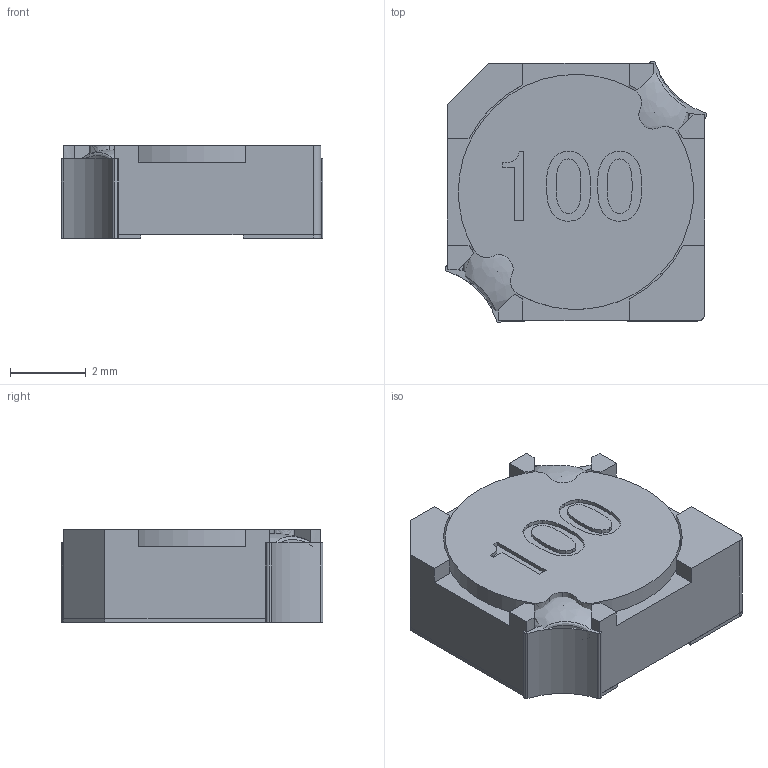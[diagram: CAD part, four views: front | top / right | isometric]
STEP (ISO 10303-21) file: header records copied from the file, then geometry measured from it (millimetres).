
FILE_DESCRIPTION( ('This file contains a STEP AP42 implementation' ,'as created by ZW3D STEP Interface translator.') ,'2;1' );
FILE_NAME( 'DH6022-F(100).stp' ,'14 925. 93921', (''), ('ZWCAD Software Co.'), 'Version 1.0', 'ZW3D to STEP translator', '' );
FILE_SCHEMA( ('CONFIG_CONTROL_DESIGN') );
Length unit declared in the file: millimetre
Products named in the file (1): 0
Bounding box: 6.9 x 6.9 x 2.45 mm (x, y, z)
Volume: 67.5 mm3; surface area: 314.6 mm2
Topology: 16 solids, 16 shells, 190 faces, 462 edges, 308 vertices
Faces by surface type: bspline 190
Entity records: 9913 total; most frequent: CARTESIAN_POINT 7143, ORIENTED_EDGE 916, EDGE_CURVE 458, B_SPLINE_CURVE_WITH_KNOTS 325, VERTEX_POINT 308, EDGE_LOOP 200, FACE_OUTER_BOUND 190, ADVANCED_FACE 190
